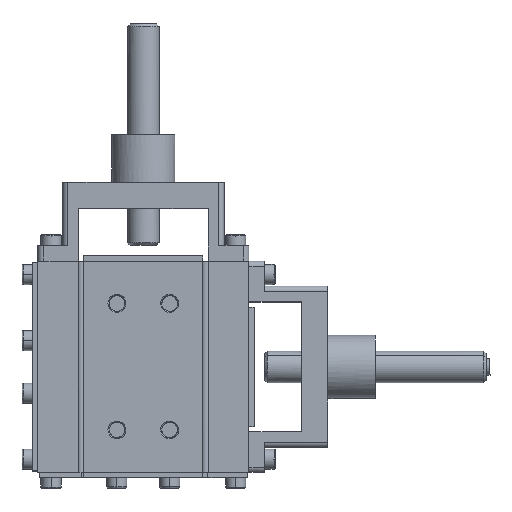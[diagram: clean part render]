
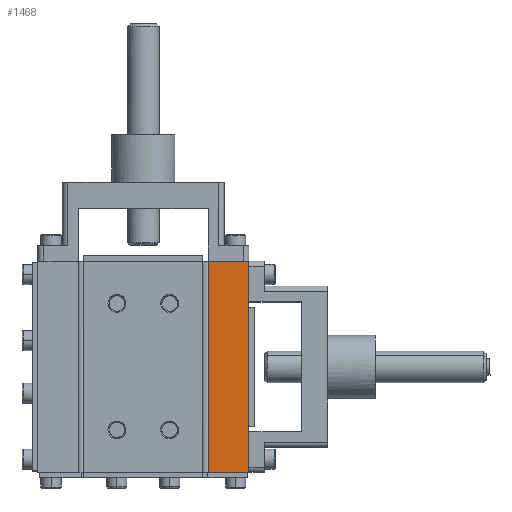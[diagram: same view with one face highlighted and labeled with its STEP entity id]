
A CAD part, top view. The second image highlights one B-rep face of the part: STEP entity #1468.
In plain terms, the highlighted free-form (B-spline) face has degree [1, 1] with [2, 2] control points.
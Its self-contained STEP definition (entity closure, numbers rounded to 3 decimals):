
#352=B_SPLINE_SURFACE_WITH_KNOTS('',1,1,((#45864,#45865),(#45866,#45867)),
 .UNSPECIFIED.,.F.,.F.,.F.,(2,2),(2,2),(11.41,20.89),(-24.12,24.12),
 .UNSPECIFIED.);
#355=B_SPLINE_SURFACE_WITH_KNOTS('',1,1,((#45876,#45877),(#45878,#45879)),
 .UNSPECIFIED.,.F.,.F.,.F.,(2,2),(2,2),(-5.12,55.12),(-10.87,
4.37),.UNSPECIFIED.);
#356=B_SPLINE_SURFACE_WITH_KNOTS('',1,1,((#45880,#45881),(#45882,#45883)),
 .UNSPECIFIED.,.F.,.F.,.F.,(2,2),(2,2),(21.23,23.27),(31.41,
40.89),.UNSPECIFIED.);
#496=B_SPLINE_SURFACE_WITH_KNOTS('',1,1,((#49416,#49417),(#49418,#49419)),
 .UNSPECIFIED.,.F.,.F.,.F.,(2,2),(2,2),(-25.42,2.42),(-44.42,7.42),
 .UNSPECIFIED.);
#518=B_SPLINE_SURFACE_WITH_KNOTS('',1,1,((#49504,#49505),(#49506,#49507)),
 .UNSPECIFIED.,.F.,.F.,.F.,(2,2),(2,2),(-24.47,-8.03),
(-44.42,7.42),.UNSPECIFIED.);
#1468=ADVANCED_FACE('',(#2346),#352,.T.);
#2346=FACE_OUTER_BOUND('',#3242,.T.);
#3242=EDGE_LOOP('',(#5492,#5493,#5494,#5495));
#5492=ORIENTED_EDGE('',*,*,#26321,.T.);
#5493=ORIENTED_EDGE('',*,*,#26322,.T.);
#5494=ORIENTED_EDGE('',*,*,#26323,.T.);
#5495=ORIENTED_EDGE('',*,*,#26324,.T.);
#10125=PCURVE('',#352,#14758);
#10126=PCURVE('',#352,#14759);
#10127=PCURVE('',#352,#14760);
#10128=PCURVE('',#352,#14761);
#10166=PCURVE('',#355,#14799);
#10183=PCURVE('',#356,#14816);
#11955=PCURVE('',#496,#16588);
#12090=PCURVE('',#518,#16723);
#14758=DEFINITIONAL_REPRESENTATION('',(#19517),#66135);
#14759=DEFINITIONAL_REPRESENTATION('',(#19519),#66135);
#14760=DEFINITIONAL_REPRESENTATION('',(#19521),#66135);
#14761=DEFINITIONAL_REPRESENTATION('',(#19523),#66135);
#14799=DEFINITIONAL_REPRESENTATION('',(#19572),#66135);
#14816=DEFINITIONAL_REPRESENTATION('',(#19603),#66135);
#16588=DEFINITIONAL_REPRESENTATION('',(#21759),#66135);
#16723=DEFINITIONAL_REPRESENTATION('',(#21881),#66135);
#19516=B_SPLINE_CURVE_WITH_KNOTS('',1,(#53548,#53549),.UNSPECIFIED.,.F.,
 .F.,(2,2),(0.,40.),.UNSPECIFIED.);
#19517=B_SPLINE_CURVE_WITH_KNOTS('',1,(#53550,#53551),.UNSPECIFIED.,.F.,
 .F.,(2,2),(0.,40.),.UNSPECIFIED.);
#19518=B_SPLINE_CURVE_WITH_KNOTS('',1,(#53552,#53553),.UNSPECIFIED.,.F.,
 .F.,(2,2),(-7.7,0.),.UNSPECIFIED.);
#19519=B_SPLINE_CURVE_WITH_KNOTS('',1,(#53554,#53555),.UNSPECIFIED.,.F.,
 .F.,(2,2),(-7.7,0.),.UNSPECIFIED.);
#19520=B_SPLINE_CURVE_WITH_KNOTS('',1,(#53556,#53557),.UNSPECIFIED.,.F.,
 .F.,(2,2),(-40.,0.),.UNSPECIFIED.);
#19521=B_SPLINE_CURVE_WITH_KNOTS('',1,(#53558,#53559),.UNSPECIFIED.,.F.,
 .F.,(2,2),(-40.,0.),.UNSPECIFIED.);
#19522=B_SPLINE_CURVE_WITH_KNOTS('',1,(#53560,#53561),.UNSPECIFIED.,.F.,
 .F.,(2,2),(-7.7,0.),.UNSPECIFIED.);
#19523=B_SPLINE_CURVE_WITH_KNOTS('',1,(#53562,#53563),.UNSPECIFIED.,.F.,
 .F.,(2,2),(-7.7,0.),.UNSPECIFIED.);
#19572=B_SPLINE_CURVE_WITH_KNOTS('',1,(#53748,#53749),.UNSPECIFIED.,.F.,
 .F.,(2,2),(0.,40.),.UNSPECIFIED.);
#19603=B_SPLINE_CURVE_WITH_KNOTS('',1,(#53810,#53811),.UNSPECIFIED.,.F.,
 .F.,(2,2),(-7.7,0.),.UNSPECIFIED.);
#21759=B_SPLINE_CURVE_WITH_KNOTS('',1,(#61765,#61766),.UNSPECIFIED.,.F.,
 .F.,(2,2),(-7.7,0.),.UNSPECIFIED.);
#21881=B_SPLINE_CURVE_WITH_KNOTS('',1,(#62212,#62213),.UNSPECIFIED.,.F.,
 .F.,(2,2),(-40.,0.),.UNSPECIFIED.);
#23845=SURFACE_CURVE('',#19516,(#10125,#10166),.PCURVE_S1.);
#23846=SURFACE_CURVE('',#19518,(#10126,#11955),.PCURVE_S1.);
#23847=SURFACE_CURVE('',#19520,(#10127,#12090),.PCURVE_S1.);
#23848=SURFACE_CURVE('',#19522,(#10128,#10183),.PCURVE_S1.);
#26321=EDGE_CURVE('',#30460,#30461,#23845,.T.);
#26322=EDGE_CURVE('',#30461,#30462,#23846,.T.);
#26323=EDGE_CURVE('',#30462,#30463,#23847,.T.);
#26324=EDGE_CURVE('',#30463,#30460,#23848,.T.);
#30460=VERTEX_POINT('',#51771);
#30461=VERTEX_POINT('',#51772);
#30462=VERTEX_POINT('',#51773);
#30463=VERTEX_POINT('',#51774);
#45864=CARTESIAN_POINT('',(10.793,-23.013,23.14));
#45865=CARTESIAN_POINT('',(10.793,25.227,23.14));
#45866=CARTESIAN_POINT('',(20.273,-23.013,23.14));
#45867=CARTESIAN_POINT('',(20.273,25.227,23.14));
#45876=CARTESIAN_POINT('',(11.683,-24.013,24.51));
#45877=CARTESIAN_POINT('',(11.683,-24.013,9.27));
#45878=CARTESIAN_POINT('',(11.683,36.227,24.51));
#45879=CARTESIAN_POINT('',(11.683,36.227,9.27));
#45880=CARTESIAN_POINT('',(10.793,21.107,21.37));
#45881=CARTESIAN_POINT('',(20.273,21.107,21.37));
#45882=CARTESIAN_POINT('',(10.793,21.107,23.41));
#45883=CARTESIAN_POINT('',(20.273,21.107,23.41));
#49416=CARTESIAN_POINT('',(-25.037,-18.893,25.56));
#49417=CARTESIAN_POINT('',(26.803,-18.893,25.56));
#49418=CARTESIAN_POINT('',(-25.037,-18.893,-2.28));
#49419=CARTESIAN_POINT('',(26.803,-18.893,-2.28));
#49504=CARTESIAN_POINT('',(19.383,-23.313,24.61));
#49505=CARTESIAN_POINT('',(19.383,28.527,24.61));
#49506=CARTESIAN_POINT('',(19.383,-23.313,8.17));
#49507=CARTESIAN_POINT('',(19.383,28.527,8.17));
#51771=CARTESIAN_POINT('',(11.683,21.107,23.14));
#51772=CARTESIAN_POINT('',(11.683,-18.893,23.14));
#51773=CARTESIAN_POINT('',(19.383,-18.893,23.14));
#51774=CARTESIAN_POINT('',(19.383,21.107,23.14));
#53548=CARTESIAN_POINT('',(11.683,21.107,23.14));
#53549=CARTESIAN_POINT('',(11.683,-18.893,23.14));
#53550=CARTESIAN_POINT('',(12.3,20.));
#53551=CARTESIAN_POINT('',(12.3,-20.));
#53552=CARTESIAN_POINT('',(11.683,-18.893,23.14));
#53553=CARTESIAN_POINT('',(19.383,-18.893,23.14));
#53554=CARTESIAN_POINT('',(12.3,-20.));
#53555=CARTESIAN_POINT('',(20.,-20.));
#53556=CARTESIAN_POINT('',(19.383,-18.893,23.14));
#53557=CARTESIAN_POINT('',(19.383,21.107,23.14));
#53558=CARTESIAN_POINT('',(20.,-20.));
#53559=CARTESIAN_POINT('',(20.,20.));
#53560=CARTESIAN_POINT('',(19.383,21.107,23.14));
#53561=CARTESIAN_POINT('',(11.683,21.107,23.14));
#53562=CARTESIAN_POINT('',(20.,20.));
#53563=CARTESIAN_POINT('',(12.3,20.));
#53748=CARTESIAN_POINT('',(40.,-9.5));
#53749=CARTESIAN_POINT('',(0.,-9.5));
#53810=CARTESIAN_POINT('',(23.,40.));
#53811=CARTESIAN_POINT('',(23.,32.3));
#61765=CARTESIAN_POINT('',(-23.,-7.7));
#61766=CARTESIAN_POINT('',(-23.,0.));
#62212=CARTESIAN_POINT('',(-23.,-40.));
#62213=CARTESIAN_POINT('',(-23.,0.));
#66135=(
GEOMETRIC_REPRESENTATION_CONTEXT(2)
PARAMETRIC_REPRESENTATION_CONTEXT()
REPRESENTATION_CONTEXT('pspace','')
);
